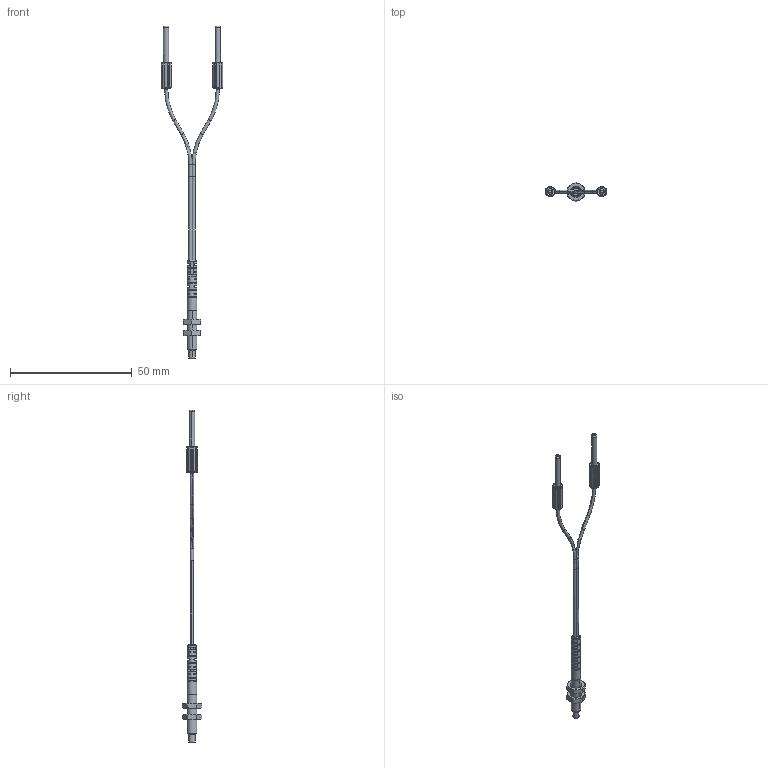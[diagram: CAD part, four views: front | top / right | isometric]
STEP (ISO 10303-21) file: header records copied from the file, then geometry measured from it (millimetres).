
FILE_DESCRIPTION((''),'2;1');
FILE_NAME('CAD2440_SW0001','2016-09-14T',('cmozuch'),(''),'PRO/ENGINEER BY PARAMETRIC TECHNOLOGY CORPORATION, 2015440','PRO/ENGINEER BY PARAMETRIC TECHNOLOGY CORPORATION, 2015440','');
FILE_SCHEMA(('CONFIG_CONTROL_DESIGN'));
Length unit declared in the file: millimetre
Products named in the file (1): CAD2440_SW0001
Bounding box: 25.26 x 8.08 x 136.62 mm (x, y, z)
Volume: 1147.6 mm3; surface area: 1928.2 mm2
Topology: 1 solids, 1 shells, 451 faces, 1158 edges, 725 vertices
Faces by surface type: cylinder 182, bspline 118, plane 81, torus 36, cone 34
Entity records: 28663 total; most frequent: CARTESIAN_POINT 15766, ORIENTED_EDGE 2316, DIRECTION 1600, EDGE_CURVE 1158, VERTEX_POINT 725, AXIS2_PLACEMENT_3D 655, B_SPLINE_CURVE_WITH_KNOTS 546, EDGE_LOOP 469
